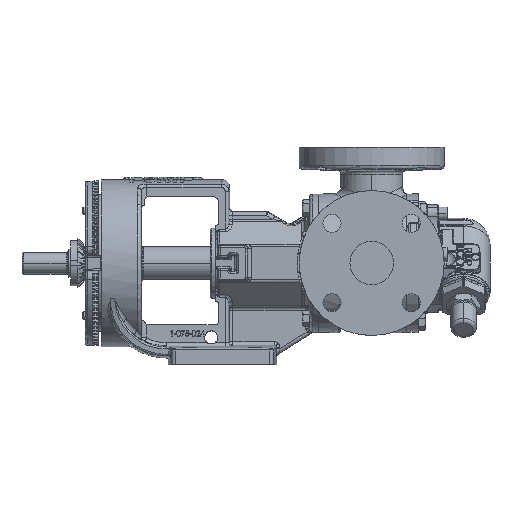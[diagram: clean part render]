
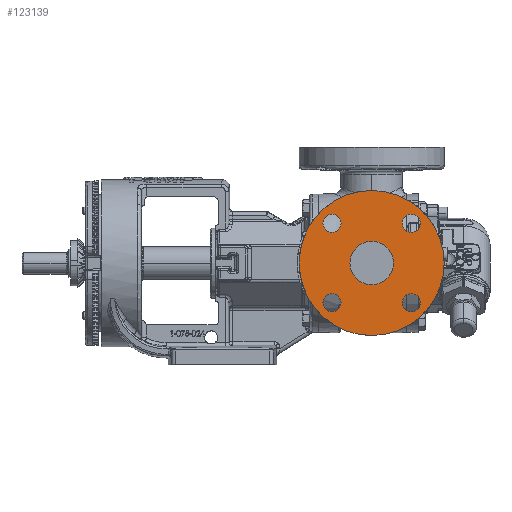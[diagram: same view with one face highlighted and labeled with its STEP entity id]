
A CAD part, top view. The second image highlights one B-rep face of the part: STEP entity #123139.
In plain terms, the highlighted planar face has unit normal (0, 0, 1).
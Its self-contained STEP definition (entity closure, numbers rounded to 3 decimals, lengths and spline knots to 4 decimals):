
#83 = EDGE_CURVE ( 'Defeatured_0_2833+Defeatured_0_758+Defeatured_0_758+Defeatured_0_758', #136856, #17063, #67300, .T. ) ;
#1610 = VERTEX_POINT ( 'NONE', #72576 ) ;
#2317 = DIRECTION ( 'NONE',  ( 1., 0., 0. ) ) ;
#2376 = EDGE_CURVE ( 'Defeatured_0_2833+Defeatured_0_758+Defeatured_0_758+Defeatured_0_758', #17063, #136856, #24394, .T. ) ;
#2723 = ORIENTED_EDGE ( 'NONE', *, *, #2376, .F. ) ;
#2754 = ORIENTED_EDGE ( 'NONE', *, *, #136042, .F. ) ;
#3338 = CARTESIAN_POINT ( 'NONE',  ( 0.465, 1.37, 4. ) ) ;
#4743 = VERTEX_POINT ( 'NONE', #40484 ) ;
#10123 = AXIS2_PLACEMENT_3D ( 'NONE', #98004, #34106, #2317 ) ;
#11818 = ORIENTED_EDGE ( 'NONE', *, *, #57677, .F. ) ;
#15631 = CIRCLE ( 'NONE', #126309, 2.5 ) ;
#17063 = VERTEX_POINT ( 'NONE', #71717 ) ;
#17560 = CIRCLE ( 'NONE', #21586, 2.5 ) ;
#17775 = DIRECTION ( 'NONE',  ( 1., 0., 0. ) ) ;
#18233 = CARTESIAN_POINT ( 'NONE',  ( 3.5175, 1.37, 4. ) ) ;
#19783 = CARTESIAN_POINT ( 'NONE',  ( 2.8925, -1.37, 4. ) ) ;
#20586 = DIRECTION ( 'NONE',  ( 0., 0., 1. ) ) ;
#20717 = DIRECTION ( 'NONE',  ( 0., 0., 1. ) ) ;
#21586 = AXIS2_PLACEMENT_3D ( 'NONE', #106856, #51751, #126523 ) ;
#21637 = DIRECTION ( 'NONE',  ( 0., 0., 1. ) ) ;
#23429 = DIRECTION ( 'NONE',  ( 0., 0., 1. ) ) ;
#24394 = CIRCLE ( 'NONE', #39502, 0.3125 ) ;
#27548 = CARTESIAN_POINT ( 'NONE',  ( -0.725, 4., 4. ) ) ;
#27618 = DIRECTION ( 'NONE',  ( 0., 0., 1. ) ) ;
#28060 = CIRCLE ( 'NONE', #46966, 0.3125 ) ;
#28817 = ORIENTED_EDGE ( 'NONE', *, *, #69558, .F. ) ;
#30797 = CARTESIAN_POINT ( 'NONE',  ( 0.465, -1.37, 4. ) ) ;
#33606 = EDGE_LOOP ( 'NONE', ( #2754, #76800 ) ) ;
#34106 = DIRECTION ( 'NONE',  ( 0., 0., 1. ) ) ;
#34359 = AXIS2_PLACEMENT_3D ( 'NONE', #72798, #20586, #95241 ) ;
#35372 = VERTEX_POINT ( 'NONE', #121585 ) ;
#35565 = AXIS2_PLACEMENT_3D ( 'NONE', #108198, #44281, #75908 ) ;
#36920 = CARTESIAN_POINT ( 'NONE',  ( 0.7775, -1.37, 4. ) ) ;
#37234 = CARTESIAN_POINT ( 'NONE',  ( 0.1525, -1.37, 4. ) ) ;
#39170 = CIRCLE ( 'NONE', #110749, 0.3125 ) ;
#39502 = AXIS2_PLACEMENT_3D ( 'NONE', #42497, #53098, #138591 ) ;
#40484 = CARTESIAN_POINT ( 'NONE',  ( 1.835, 0.75, 4. ) ) ;
#42497 = CARTESIAN_POINT ( 'NONE',  ( 0.465, 1.37, 4. ) ) ;
#44281 = DIRECTION ( 'NONE',  ( 0., 0., 1. ) ) ;
#46848 = FACE_BOUND ( 'NONE', #123149, .T. ) ;
#46966 = AXIS2_PLACEMENT_3D ( 'NONE', #64504, #21637, #118689 ) ;
#47339 = EDGE_CURVE ( 'Defeatured_0_741+Defeatured_0_758+Defeatured_0_758+Defeatured_0_758', #1610, #125175, #15631, .T. ) ;
#47632 = PLANE ( 'NONE',  #51393 ) ;
#48522 = FACE_OUTER_BOUND ( 'NONE', #66419, .T. ) ;
#48950 = DIRECTION ( 'NONE',  ( -1., 0., 0. ) ) ;
#49014 = CARTESIAN_POINT ( 'NONE',  ( 3.205, 1.37, 4. ) ) ;
#49320 = EDGE_CURVE ( 'Defeatured_0_2834+Defeatured_0_758+Defeatured_0_758+Defeatured_0_758', #138528, #89921, #60136, .T. ) ;
#50661 = AXIS2_PLACEMENT_3D ( 'NONE', #84616, #20717, #106155 ) ;
#51393 = AXIS2_PLACEMENT_3D ( 'NONE', #27548, #112917, #48950 ) ;
#51751 = DIRECTION ( 'NONE',  ( 0., 0., -1. ) ) ;
#52955 = EDGE_CURVE ( 'Defeatured_0_2831+Defeatured_0_758+Defeatured_0_758+Defeatured_0_758', #4743, #35372, #87595, .T. ) ;
#53098 = DIRECTION ( 'NONE',  ( 0., 0., 1. ) ) ;
#54227 = ORIENTED_EDGE ( 'NONE', *, *, #121224, .F. ) ;
#54651 = AXIS2_PLACEMENT_3D ( 'NONE', #125929, #116560, #117013 ) ;
#56957 = CARTESIAN_POINT ( 'NONE',  ( 1.835, 0., 4. ) ) ;
#57677 = EDGE_CURVE ( 'Defeatured_0_741+Defeatured_0_758+Defeatured_0_758+Defeatured_0_758', #125175, #1610, #17560, .T. ) ;
#58492 = FACE_BOUND ( 'NONE', #76592, .T. ) ;
#59147 = ORIENTED_EDGE ( 'NONE', *, *, #83, .F. ) ;
#60136 = CIRCLE ( 'NONE', #34359, 0.3125 ) ;
#61880 = ORIENTED_EDGE ( 'NONE', *, *, #112742, .F. ) ;
#62048 = CARTESIAN_POINT ( 'NONE',  ( 0.7775, 1.37, 4. ) ) ;
#63539 = VERTEX_POINT ( 'NONE', #85265 ) ;
#64504 = CARTESIAN_POINT ( 'NONE',  ( 3.205, 1.37, 4. ) ) ;
#64705 = EDGE_LOOP ( 'NONE', ( #59147, #2723 ) ) ;
#66419 = EDGE_LOOP ( 'NONE', ( #11818, #125541 ) ) ;
#67300 = CIRCLE ( 'NONE', #93745, 0.3125 ) ;
#67710 = DIRECTION ( 'NONE',  ( 0., 0., -1. ) ) ;
#69558 = EDGE_CURVE ( 'Defeatured_0_2829+Defeatured_0_758+Defeatured_0_758+Defeatured_0_758', #74396, #111299, #118517, .T. ) ;
#70753 = EDGE_CURVE ( 'Defeatured_0_2829+Defeatured_0_758+Defeatured_0_758+Defeatured_0_758', #111299, #74396, #95285, .T. ) ;
#71717 = CARTESIAN_POINT ( 'NONE',  ( 0.1525, 1.37, 4. ) ) ;
#72576 = CARTESIAN_POINT ( 'NONE',  ( 4.335, 0., 4. ) ) ;
#72798 = CARTESIAN_POINT ( 'NONE',  ( 0.465, -1.37, 4. ) ) ;
#74396 = VERTEX_POINT ( 'NONE', #101265 ) ;
#75092 = FACE_BOUND ( 'NONE', #64705, .T. ) ;
#75908 = DIRECTION ( 'NONE',  ( -1., 0., 0. ) ) ;
#76592 = EDGE_LOOP ( 'NONE', ( #131319, #94765 ) ) ;
#76800 = ORIENTED_EDGE ( 'NONE', *, *, #49320, .F. ) ;
#76821 = FACE_BOUND ( 'NONE', #78685, .T. ) ;
#77959 = DIRECTION ( 'NONE',  ( -1., 0., 0. ) ) ;
#78232 = CIRCLE ( 'NONE', #50661, 0.75 ) ;
#78685 = EDGE_LOOP ( 'NONE', ( #28817, #127483 ) ) ;
#84616 = CARTESIAN_POINT ( 'NONE',  ( 1.835, 0., 4. ) ) ;
#85265 = CARTESIAN_POINT ( 'NONE',  ( 2.8925, 1.37, 4. ) ) ;
#86240 = VERTEX_POINT ( 'NONE', #18233 ) ;
#86979 = CARTESIAN_POINT ( 'NONE',  ( -0.665, 0., 4. ) ) ;
#87595 = CIRCLE ( 'NONE', #35565, 0.75 ) ;
#89921 = VERTEX_POINT ( 'NONE', #36920 ) ;
#93745 = AXIS2_PLACEMENT_3D ( 'NONE', #3338, #23429, #120955 ) ;
#94765 = ORIENTED_EDGE ( 'NONE', *, *, #104023, .F. ) ;
#95241 = DIRECTION ( 'NONE',  ( 1., 0., 0. ) ) ;
#95285 = CIRCLE ( 'NONE', #10123, 0.3125 ) ;
#98004 = CARTESIAN_POINT ( 'NONE',  ( 3.205, -1.37, 4. ) ) ;
#101265 = CARTESIAN_POINT ( 'NONE',  ( 3.5175, -1.37, 4. ) ) ;
#104023 = EDGE_CURVE ( 'Defeatured_0_2831+Defeatured_0_758+Defeatured_0_758+Defeatured_0_758', #35372, #4743, #78232, .T. ) ;
#106155 = DIRECTION ( 'NONE',  ( -1., 0., 0. ) ) ;
#106856 = CARTESIAN_POINT ( 'NONE',  ( 1.835, 0., 4. ) ) ;
#108198 = CARTESIAN_POINT ( 'NONE',  ( 1.835, 0., 4. ) ) ;
#110749 = AXIS2_PLACEMENT_3D ( 'NONE', #30797, #128765, #117535 ) ;
#111299 = VERTEX_POINT ( 'NONE', #19783 ) ;
#112742 = EDGE_CURVE ( 'Defeatured_0_2832+Defeatured_0_758+Defeatured_0_758+Defeatured_0_758', #63539, #86240, #28060, .T. ) ;
#112917 = DIRECTION ( 'NONE',  ( 0., 0., -1. ) ) ;
#116560 = DIRECTION ( 'NONE',  ( 0., 0., 1. ) ) ;
#117013 = DIRECTION ( 'NONE',  ( 1., 0., 0. ) ) ;
#117535 = DIRECTION ( 'NONE',  ( 1., 0., 0. ) ) ;
#118517 = CIRCLE ( 'NONE', #54651, 0.3125 ) ;
#118689 = DIRECTION ( 'NONE',  ( 1., 0., 0. ) ) ;
#120955 = DIRECTION ( 'NONE',  ( 1., 0., 0. ) ) ;
#121224 = EDGE_CURVE ( 'Defeatured_0_2832+Defeatured_0_758+Defeatured_0_758+Defeatured_0_758', #86240, #63539, #125687, .T. ) ;
#121585 = CARTESIAN_POINT ( 'NONE',  ( 1.835, -0.75, 4. ) ) ;
#122810 = AXIS2_PLACEMENT_3D ( 'NONE', #49014, #27618, #17775 ) ;
#123139 = ADVANCED_FACE ( 'Defeatured_0_758', ( #133727, #75092, #46848, #58492, #76821, #48522 ), #47632, .F. ) ;
#123149 = EDGE_LOOP ( 'NONE', ( #54227, #61880 ) ) ;
#125175 = VERTEX_POINT ( 'NONE', #86979 ) ;
#125541 = ORIENTED_EDGE ( 'NONE', *, *, #47339, .F. ) ;
#125687 = CIRCLE ( 'NONE', #122810, 0.3125 ) ;
#125929 = CARTESIAN_POINT ( 'NONE',  ( 3.205, -1.37, 4. ) ) ;
#126309 = AXIS2_PLACEMENT_3D ( 'NONE', #56957, #67710, #77959 ) ;
#126523 = DIRECTION ( 'NONE',  ( -1., 0., 0. ) ) ;
#127483 = ORIENTED_EDGE ( 'NONE', *, *, #70753, .F. ) ;
#128765 = DIRECTION ( 'NONE',  ( 0., 0., 1. ) ) ;
#131319 = ORIENTED_EDGE ( 'NONE', *, *, #52955, .F. ) ;
#133727 = FACE_BOUND ( 'NONE', #33606, .T. ) ;
#136042 = EDGE_CURVE ( 'Defeatured_0_2834+Defeatured_0_758+Defeatured_0_758+Defeatured_0_758', #89921, #138528, #39170, .T. ) ;
#136856 = VERTEX_POINT ( 'NONE', #62048 ) ;
#138528 = VERTEX_POINT ( 'NONE', #37234 ) ;
#138591 = DIRECTION ( 'NONE',  ( 1., 0., 0. ) ) ;
